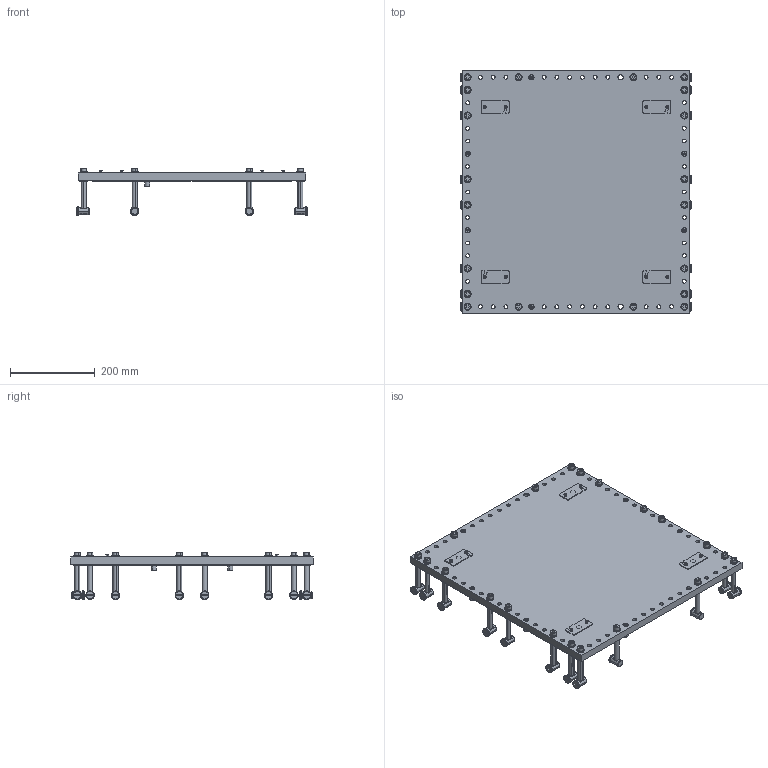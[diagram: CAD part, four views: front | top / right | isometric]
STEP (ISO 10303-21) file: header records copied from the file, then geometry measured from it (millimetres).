
FILE_DESCRIPTION(('CATIA V5 STEP Exchange','CAx-IF Rec.Pracs.--- Model Styling and Organization---1.4--- 2014-01-23'),'2;1');
FILE_NAME('TOS_013_SET_1248796_00.stp','2021-06-08T10:44:06+00:00',('none'),('none'),'CATIA Version 5-6 Release 2018 SP3 HF13','CATIA V5 STEP AP214','none');
FILE_SCHEMA(('AUTOMOTIVE_DESIGN { 1 0 10303 214 1 1 1 1 }'));
Products named in the file (1): TOS_013_SET_1248796_00
Bounding box: 543 x 570 x 110.5 mm (x, y, z)
Volume: 6318884.3 mm3; surface area: 972077 mm2
Topology: 103 solids, 103 shells, 2110 faces, 4650 edges, 2970 vertices
Faces by surface type: plane 856, cylinder 834, cone 388, torus 32
Entity records: 54822 total; most frequent: CARTESIAN_POINT 10545, ORIENTED_EDGE 9300, DIRECTION 7466, EDGE_CURVE 4650, AXIS2_PLACEMENT_3D 3797, VERTEX_POINT 2970, EDGE_LOOP 2636, CIRCLE 2284
